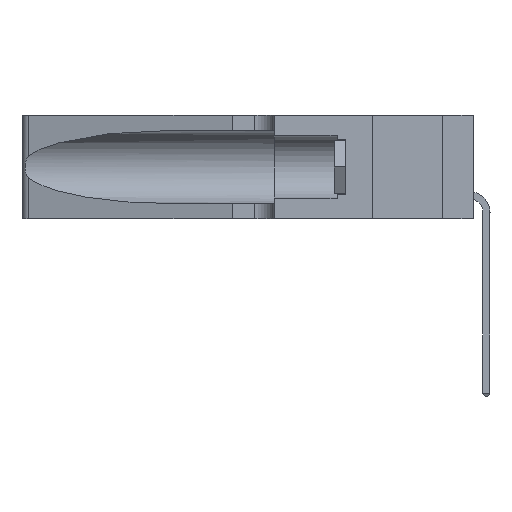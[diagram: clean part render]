
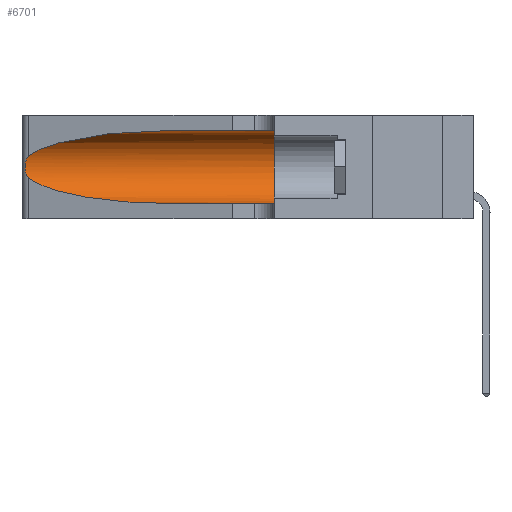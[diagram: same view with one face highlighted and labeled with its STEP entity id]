
A CAD part, left-side view. The second image highlights one B-rep face of the part: STEP entity #6701.
In plain terms, the highlighted cylindrical face has radius 3.308 mm (diameter 6.617 mm), a partial arc.
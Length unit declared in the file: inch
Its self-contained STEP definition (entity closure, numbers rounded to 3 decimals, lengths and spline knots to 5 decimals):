
#447 = CARTESIAN_POINT ( 'NONE',  ( 0.25555, 1.22993, 0.14849 ) ) ;
#1639 = CARTESIAN_POINT ( 'NONE',  ( 0.1305, 0.35, 0.185 ) ) ;
#1749 = EDGE_CURVE ( 'NONE', #36510, #35037, #8754, .T. ) ;
#1756 = DIRECTION ( 'NONE',  ( 0., -1., 0. ) ) ;
#3206 = VERTEX_POINT ( 'NONE', #11250 ) ;
#3509 = CARTESIAN_POINT ( 'NONE',  ( 0.1305, 1.61858, 0.185 ) ) ;
#4367 = ORIENTED_EDGE ( 'NONE', *, *, #23232, .F. ) ;
#5087 = LINE ( 'NONE', #42862, #19607 ) ;
#5110 = DIRECTION ( 'NONE',  ( 0., 0., 1. ) ) ;
#5928 = CARTESIAN_POINT ( 'NONE',  ( 0.2373, 1.15595, 0.08982 ) ) ;
#6194 = CARTESIAN_POINT ( 'NONE',  ( 0.1305, 0.35, 0.31525 ) ) ;
#6368 = CARTESIAN_POINT ( 'NONE',  ( 0.18966, 0.96281, 0.05475 ) ) ;
#6488 = EDGE_CURVE ( 'NONE', #35037, #3206, #29949, .T. ) ;
#6653 = CARTESIAN_POINT ( 'NONE',  ( 0.25487, 1.22718, 0.22369 ) ) ;
#6701 = ADVANCED_FACE ( 'NONE', ( #26836 ), #14394, .F. ) ;
#6813 = CARTESIAN_POINT ( 'NONE',  ( 0.25555, 1.22994, 0.2215 ) ) ;
#6876 = AXIS2_PLACEMENT_3D ( 'NONE', #3509, #34914, #17777 ) ;
#6957 = CARTESIAN_POINT ( 'NONE',  ( 0.25789, 1.23486, 0.15765 ) ) ;
#7266 = CARTESIAN_POINT ( 'NONE',  ( 0.26017, 1.23833, 0.17102 ) ) ;
#7312 = AXIS2_PLACEMENT_3D ( 'NONE', #1639, #25707, #5110 ) ;
#7785 = CARTESIAN_POINT ( 'NONE',  ( 0.1305, 0.72297, 0.31525 ) ) ;
#8737 = CARTESIAN_POINT ( 'NONE',  ( 0.25487, 1.22718, 0.22369 ) ) ;
#8754 = B_SPLINE_CURVE_WITH_KNOTS ( 'NONE', 3,
 ( #20892, #6813, #10538, #17011, #13829, #30820, #24064, #27550, #7266, #24353, #6957, #24216, #447, #20605 ),
 .UNSPECIFIED., .F., .F.,
 ( 4, 2, 2, 2, 2, 2, 4 ),
 ( 0., 0.00027, 0.00053, 0.00107, 0.0016, 0.00187, 0.00214 ),
 .UNSPECIFIED. ) ;
#9032 = LINE ( 'NONE', #18131, #40172 ) ;
#9101 = EDGE_CURVE ( 'NONE', #28766, #40900, #5087, .T. ) ;
#10538 = CARTESIAN_POINT ( 'NONE',  ( 0.25639, 1.23184, 0.21858 ) ) ;
#11250 = CARTESIAN_POINT ( 'NONE',  ( 0.1305, 0.72297, 0.05475 ) ) ;
#13829 = CARTESIAN_POINT ( 'NONE',  ( 0.25854, 1.2359, 0.20912 ) ) ;
#14394 = CYLINDRICAL_SURFACE ( 'NONE', #6876, 0.13025 ) ;
#17011 = CARTESIAN_POINT ( 'NONE',  ( 0.25787, 1.23484, 0.2124 ) ) ;
#17777 = DIRECTION ( 'NONE',  ( 0., 0., -1. ) ) ;
#18131 = CARTESIAN_POINT ( 'NONE',  ( 0.1305, 1.61858, 0.05475 ) ) ;
#18971 = EDGE_CURVE ( 'NONE', #3206, #20321, #9032, .T. ) ;
#19607 = VECTOR ( 'NONE', #1756, 39.37008 ) ;
#20321 = VERTEX_POINT ( 'NONE', #33217 ) ;
#20605 = CARTESIAN_POINT ( 'NONE',  ( 0.25487, 1.22718, 0.14631 ) ) ;
#20892 = CARTESIAN_POINT ( 'NONE',  ( 0.25487, 1.22718, 0.22369 ) ) ;
#21110 = CIRCLE ( 'NONE', #7312, 0.13025 ) ;
#23168 = CARTESIAN_POINT ( 'NONE',  ( 0.25487, 1.22718, 0.14631 ) ) ;
#23232 = EDGE_CURVE ( 'NONE', #40900, #20321, #21110, .T. ) ;
#24064 = CARTESIAN_POINT ( 'NONE',  ( 0.26075, 1.23896, 0.19203 ) ) ;
#24216 = CARTESIAN_POINT ( 'NONE',  ( 0.25639, 1.23186, 0.15144 ) ) ;
#24353 = CARTESIAN_POINT ( 'NONE',  ( 0.25856, 1.23593, 0.16098 ) ) ;
#25707 = DIRECTION ( 'NONE',  ( 0., 1., 0. ) ) ;
#26836 = FACE_OUTER_BOUND ( 'NONE', #36540, .T. ) ;
#27227 = CARTESIAN_POINT ( 'NONE',  ( 0.1305, 0.72297, 0.31525 ) ) ;
#27550 = CARTESIAN_POINT ( 'NONE',  ( 0.26075, 1.23896, 0.178 ) ) ;
#28224 = EDGE_CURVE ( 'NONE', #28766, #36510, #29390, .T. ) ;
#28766 = VERTEX_POINT ( 'NONE', #27227 ) ;
#29390 =( BOUNDED_CURVE ( )  B_SPLINE_CURVE ( 3, ( #7785, #43624, #41279, #8737 ),
 .UNSPECIFIED., .F., .F. ) 
 B_SPLINE_CURVE_WITH_KNOTS ( ( 4, 4 ),
 ( 1.5708, 2.84003 ),
 .UNSPECIFIED. ) 
 CURVE ( )  GEOMETRIC_REPRESENTATION_ITEM ( )  RATIONAL_B_SPLINE_CURVE ( ( 1., 0.87, 0.87, 1. ) ) 
 REPRESENTATION_ITEM ( '' )  );
#29651 = ORIENTED_EDGE ( 'NONE', *, *, #1749, .T. ) ;
#29949 =( BOUNDED_CURVE ( )  B_SPLINE_CURVE ( 3, ( #23168, #5928, #6368, #30392 ),
 .UNSPECIFIED., .F., .F. ) 
 B_SPLINE_CURVE_WITH_KNOTS ( ( 4, 4 ),
 ( 3.44316, 4.71239 ),
 .UNSPECIFIED. ) 
 CURVE ( )  GEOMETRIC_REPRESENTATION_ITEM ( )  RATIONAL_B_SPLINE_CURVE ( ( 1., 0.87, 0.87, 1. ) ) 
 REPRESENTATION_ITEM ( '' )  );
#30392 = CARTESIAN_POINT ( 'NONE',  ( 0.1305, 0.72297, 0.05475 ) ) ;
#30820 = CARTESIAN_POINT ( 'NONE',  ( 0.26018, 1.23835, 0.19895 ) ) ;
#31537 = ORIENTED_EDGE ( 'NONE', *, *, #28224, .T. ) ;
#32934 = ORIENTED_EDGE ( 'NONE', *, *, #6488, .T. ) ;
#33217 = CARTESIAN_POINT ( 'NONE',  ( 0.1305, 0.35, 0.05475 ) ) ;
#34914 = DIRECTION ( 'NONE',  ( 0., -1., 0. ) ) ;
#35037 = VERTEX_POINT ( 'NONE', #41421 ) ;
#36510 = VERTEX_POINT ( 'NONE', #6653 ) ;
#36540 = EDGE_LOOP ( 'NONE', ( #31537, #29651, #32934, #37782, #4367, #41355 ) ) ;
#37782 = ORIENTED_EDGE ( 'NONE', *, *, #18971, .T. ) ;
#38697 = DIRECTION ( 'NONE',  ( 0., -1., 0. ) ) ;
#40172 = VECTOR ( 'NONE', #38697, 39.37008 ) ;
#40900 = VERTEX_POINT ( 'NONE', #6194 ) ;
#41279 = CARTESIAN_POINT ( 'NONE',  ( 0.2373, 1.15595, 0.28018 ) ) ;
#41355 = ORIENTED_EDGE ( 'NONE', *, *, #9101, .F. ) ;
#41421 = CARTESIAN_POINT ( 'NONE',  ( 0.25487, 1.22718, 0.14631 ) ) ;
#42862 = CARTESIAN_POINT ( 'NONE',  ( 0.1305, 1.61858, 0.31525 ) ) ;
#43624 = CARTESIAN_POINT ( 'NONE',  ( 0.18966, 0.96281, 0.31525 ) ) ;
